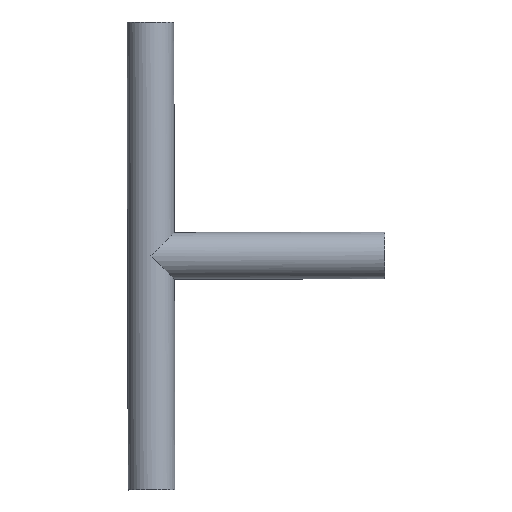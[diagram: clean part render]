
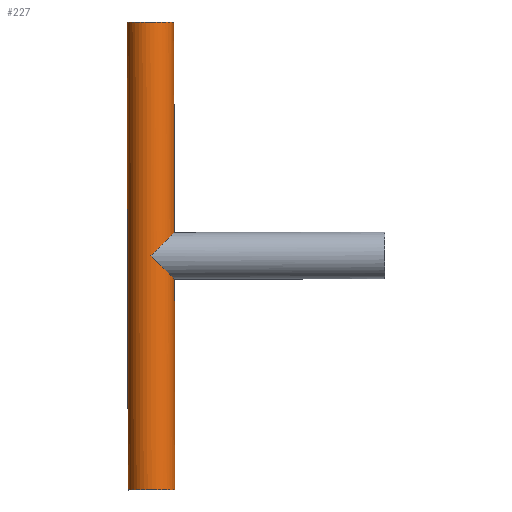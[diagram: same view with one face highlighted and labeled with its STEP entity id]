
A CAD part, left-side view. The second image highlights one B-rep face of the part: STEP entity #227.
In plain terms, the highlighted cylindrical face has radius 5 mm (diameter 10 mm), a partial arc.
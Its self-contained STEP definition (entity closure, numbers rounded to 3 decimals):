
#5 = AXIS2_PLACEMENT_3D ( 'NONE', #135, #73, #178 ) ;
#9 = DIRECTION ( 'NONE',  ( 0., 0.003, 1. ) ) ;
#17 = CIRCLE ( 'NONE', #180, 5. ) ;
#19 = LINE ( 'NONE', #242, #240 ) ;
#21 = CARTESIAN_POINT ( 'NONE',  ( -5., -0.129, 0. ) ) ;
#24 = DIRECTION ( 'NONE',  ( 0., 0.003, 1. ) ) ;
#31 = VERTEX_POINT ( 'NONE', #57 ) ;
#37 = CARTESIAN_POINT ( 'NONE',  ( 0., -5.258, -49.987 ) ) ;
#39 = CARTESIAN_POINT ( 'NONE',  ( -5., -0.129, 0. ) ) ;
#46 = DIRECTION ( 'NONE',  ( 0., -1., 0.003 ) ) ;
#51 = CIRCLE ( 'NONE', #5, 5. ) ;
#52 = EDGE_CURVE ( 'NONE', #190, #54, #141, .T. ) ;
#54 = VERTEX_POINT ( 'NONE', #186 ) ;
#56 = ORIENTED_EDGE ( 'NONE', *, *, #179, .F. ) ;
#57 = CARTESIAN_POINT ( 'NONE',  ( 0., -5., 50.013 ) ) ;
#67 = CARTESIAN_POINT ( 'NONE',  ( -2.929, -5.142, -4.987 ) ) ;
#71 = LINE ( 'NONE', #247, #145 ) ;
#73 = DIRECTION ( 'NONE',  ( 0., 0.003, 1. ) ) ;
#80 = VERTEX_POINT ( 'NONE', #264 ) ;
#85 = ORIENTED_EDGE ( 'NONE', *, *, #212, .F. ) ;
#89 = CARTESIAN_POINT ( 'NONE',  ( -5., -0.129, 0. ) ) ;
#90 = CYLINDRICAL_SURFACE ( 'NONE', #250, 5. ) ;
#94 = CARTESIAN_POINT ( 'NONE',  ( 0., -0.258, -49.999 ) ) ;
#102 = VERTEX_POINT ( 'NONE', #21 ) ;
#106 = DIRECTION ( 'NONE',  ( 0., 0.003, 1. ) ) ;
#114 = DIRECTION ( 'NONE',  ( 0., -1., 0.003 ) ) ;
#116 = CARTESIAN_POINT ( 'NONE',  ( 0., -0.258, -49.999 ) ) ;
#124 =( BOUNDED_CURVE ( )  B_SPLINE_CURVE ( 3, ( #238, #132, #241, #39 ),
 .UNSPECIFIED., .F., .T. ) 
 B_SPLINE_CURVE_WITH_KNOTS ( ( 4, 4 ),
 ( 0., 1.571 ),
 .UNSPECIFIED. ) 
 CURVE ( )  GEOMETRIC_REPRESENTATION_ITEM ( )  RATIONAL_B_SPLINE_CURVE ( ( 1., 0.805, 0.805, 1. ) ) 
 REPRESENTATION_ITEM ( '' )  );
#126 = ORIENTED_EDGE ( 'NONE', *, *, #209, .F. ) ;
#127 = ORIENTED_EDGE ( 'NONE', *, *, #52, .T. ) ;
#132 = CARTESIAN_POINT ( 'NONE',  ( -2.929, -5.116, 5.013 ) ) ;
#135 = CARTESIAN_POINT ( 'NONE',  ( 0., 0., 50. ) ) ;
#141 = LINE ( 'NONE', #228, #181 ) ;
#142 = VERTEX_POINT ( 'NONE', #262 ) ;
#145 = VECTOR ( 'NONE', #24, 1000. ) ;
#147 = EDGE_CURVE ( 'NONE', #80, #31, #19, .T. ) ;
#155 = DIRECTION ( 'NONE',  ( 0., 0.003, 1. ) ) ;
#167 = ORIENTED_EDGE ( 'NONE', *, *, #215, .T. ) ;
#177 = CARTESIAN_POINT ( 'NONE',  ( -5., -3.066, -2.921 ) ) ;
#178 = DIRECTION ( 'NONE',  ( 0., -1., 0.003 ) ) ;
#179 = EDGE_CURVE ( 'NONE', #102, #54, #258, .T. ) ;
#180 = AXIS2_PLACEMENT_3D ( 'NONE', #116, #203, #46 ) ;
#181 = VECTOR ( 'NONE', #9, 1000. ) ;
#183 = FACE_OUTER_BOUND ( 'NONE', #271, .T. ) ;
#186 = CARTESIAN_POINT ( 'NONE',  ( 0., -5.142, -4.987 ) ) ;
#190 = VERTEX_POINT ( 'NONE', #37 ) ;
#192 = EDGE_CURVE ( 'NONE', #80, #102, #124, .T. ) ;
#198 = CARTESIAN_POINT ( 'NONE',  ( 0., -5.142, -4.987 ) ) ;
#203 = DIRECTION ( 'NONE',  ( 0., 0.003, 1. ) ) ;
#208 = ORIENTED_EDGE ( 'NONE', *, *, #147, .T. ) ;
#209 = EDGE_CURVE ( 'NONE', #252, #142, #71, .T. ) ;
#212 = EDGE_CURVE ( 'NONE', #142, #31, #51, .T. ) ;
#215 = EDGE_CURVE ( 'NONE', #252, #190, #17, .T. ) ;
#224 = CARTESIAN_POINT ( 'NONE',  ( 0., 4.742, -50.012 ) ) ;
#227 = ADVANCED_FACE ( 'NONE', ( #183 ), #90, .T. ) ;
#228 = CARTESIAN_POINT ( 'NONE',  ( 0., -5.258, -49.987 ) ) ;
#229 = ORIENTED_EDGE ( 'NONE', *, *, #192, .F. ) ;
#238 = CARTESIAN_POINT ( 'NONE',  ( 0., -5.116, 5.013 ) ) ;
#240 = VECTOR ( 'NONE', #106, 1000. ) ;
#241 = CARTESIAN_POINT ( 'NONE',  ( -5., -3.05, 2.937 ) ) ;
#242 = CARTESIAN_POINT ( 'NONE',  ( 0., -5.258, -49.987 ) ) ;
#247 = CARTESIAN_POINT ( 'NONE',  ( 0., 4.742, -50.012 ) ) ;
#250 = AXIS2_PLACEMENT_3D ( 'NONE', #94, #155, #114 ) ;
#252 = VERTEX_POINT ( 'NONE', #224 ) ;
#258 =( BOUNDED_CURVE ( )  B_SPLINE_CURVE ( 3, ( #89, #177, #67, #198 ),
 .UNSPECIFIED., .F., .T. ) 
 B_SPLINE_CURVE_WITH_KNOTS ( ( 4, 4 ),
 ( 4.712, 6.283 ),
 .UNSPECIFIED. ) 
 CURVE ( )  GEOMETRIC_REPRESENTATION_ITEM ( )  RATIONAL_B_SPLINE_CURVE ( ( 1., 0.805, 0.805, 1. ) ) 
 REPRESENTATION_ITEM ( '' )  );
#262 = CARTESIAN_POINT ( 'NONE',  ( 0., 5., 49.987 ) ) ;
#264 = CARTESIAN_POINT ( 'NONE',  ( 0., -5.116, 5.013 ) ) ;
#271 = EDGE_LOOP ( 'NONE', ( #126, #167, #127, #56, #229, #208, #85 ) ) ;
